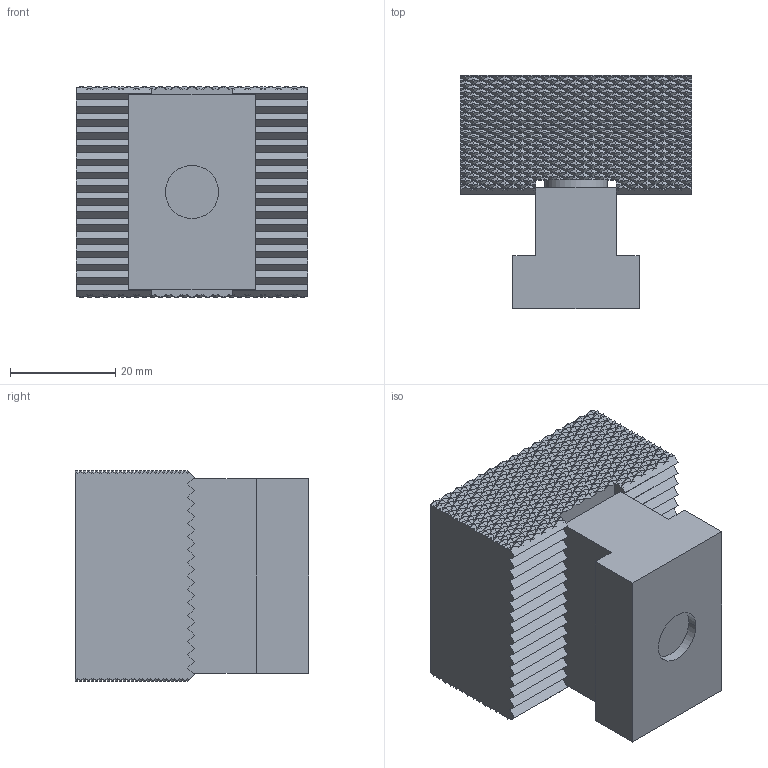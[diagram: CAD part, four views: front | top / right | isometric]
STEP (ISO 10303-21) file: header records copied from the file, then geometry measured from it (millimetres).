
FILE_DESCRIPTION(('STEP AP214'),'1');
FILE_NAME('HALDERV_EH_1586_062.stp','2019-11-20T10:27:54',('TraceParts'),('TraceParts S.A.'),'Spatial InterOp 3D',' ',' ');
FILE_SCHEMA(('AUTOMOTIVE_DESIGN { 1 0 10303 214 1 1 1 1 }'));
Length unit declared in the file: millimetre
Products named in the file (1): HALDERV_EH_1586_062_1
Bounding box: 44 x 44.4 x 40 mm (x, y, z)
Volume: 53195.7 mm3; surface area: 16549.4 mm2
Topology: 3 solids, 3 shells, 4385 faces, 9097 edges, 4721 vertices
Faces by surface type: plane 4371, cylinder 10, torus 2, cone 2
Entity records: 143364 total; most frequent: CARTESIAN_POINT 18206, ORIENTED_EDGE 18194, DIRECTION 17902, EDGE_CURVE 9097, LINE 9068, VECTOR 9068, VERTEX_POINT 4721, AXIS2_PLACEMENT_3D 4417
